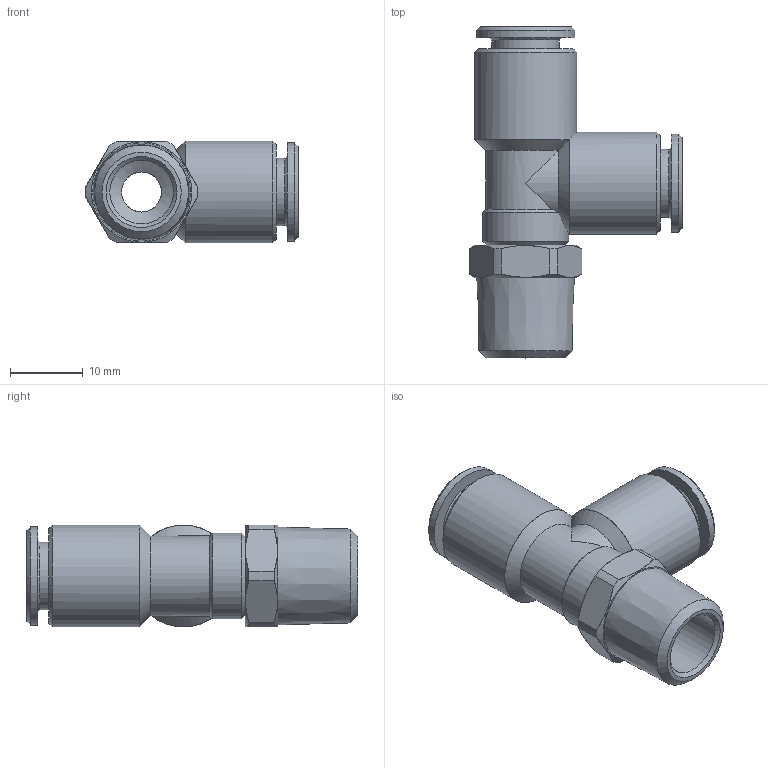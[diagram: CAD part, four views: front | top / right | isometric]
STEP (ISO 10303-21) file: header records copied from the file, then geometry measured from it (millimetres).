
FILE_DESCRIPTION(/* description */ ('STEP AP214'),/* implementation_level */ '2;1');
FILE_NAME(/* name */ 'B0130042',/* time_stamp */ '2023-03-31T08:50:59+02:00',/* author */ ('License CC BY-ND 4.0'),/* organization */ ('CADENAS'),/* preprocessor_version */ 'ST-DEVELOPER v19.3',/* originating_system */ 'PARTsolutions',/* authorisation */ ' ');
FILE_SCHEMA (('AUTOMOTIVE_DESIGN {1 0 10303 214 3 1 1}'));
Length unit declared in the file: metre
Products named in the file (396): B0130042; B0130042_PART395; B0130042_PART394; B0130042_PART393; B0130042_PART392; B0130042_PART391; B0130042_PART390; B0130042_PART389; B0130042_PART388; B0130042_PART387; B0130042_PART386; B0130042_PART385; B0130042_PART384; B0130042_PART383; B0130042_PART382; B0130042_PART381; B0130042_PART380; B0130042_PART379; B0130042_PART378; B0130042_PART377; B0130042_PART376; B0130042_PART375; B0130042_PART374; B0130042_PART373; B0130042_PART372; B0130042_PART371; B0130042_PART370; B0130042_PART369; B0130042_PART368; B0130042_PART367; B0130042_PART366; B0130042_PART365; B0130042_PART364; B0130042_PART363; B0130042_PART362; B0130042_PART361; B0130042_PART360; B0130042_PART359; B0130042_PART358; B0130042_PART357 ...
Assembly tree (395 placements, depth 2):
  B0130042
    B0130042_PART395
    B0130042_PART394
    B0130042_PART393
    B0130042_PART392
    B0130042_PART391
    B0130042_PART390
    B0130042_PART389
    B0130042_PART388
    B0130042_PART387
    B0130042_PART386
    B0130042_PART385
    B0130042_PART384
    B0130042_PART383
    B0130042_PART382
    B0130042_PART381
    B0130042_PART380
    B0130042_PART379
    B0130042_PART378
    B0130042_PART377
    B0130042_PART376
    B0130042_PART375
    B0130042_PART374
    B0130042_PART373
    B0130042_PART372
    B0130042_PART371
    B0130042_PART370
    B0130042_PART369
    B0130042_PART368
    B0130042_PART367
    B0130042_PART366
    B0130042_PART365
    B0130042_PART364
    B0130042_PART363
    B0130042_PART362
    B0130042_PART361
    B0130042_PART360
    B0130042_PART359
    B0130042_PART358
    B0130042_PART357
    B0130042_PART356
    B0130042_PART355
    B0130042_PART354
    B0130042_PART353
    B0130042_PART352
    B0130042_PART351
    B0130042_PART350
    B0130042_PART349
    B0130042_PART348
    B0130042_PART347
    B0130042_PART346
    B0130042_PART345
    B0130042_PART344
    B0130042_PART343
    B0130042_PART342
    B0130042_PART341
    B0130042_PART340
    B0130042_PART339
    B0130042_PART338
    B0130042_PART337
Bounding box: 29.35 x 45.6 x 14.01 mm (x, y, z)
Surface area: 4711.9 mm2 (no closed solid volume)
Topology: 0 solids, 395 shells, 395 faces, 2001 edges, 1972 vertices
Faces by surface type: plane 211, bspline 136, cylinder 30, cone 18
Full cylindrical faces by diameter (mm): 5.5 x2, 6.5 x1, 8.15 x2, 8.75 x1, 9.3 x2, 11.8 x1, 13.5 x2, 14 x2
Entity records: 44529 total; most frequent: CARTESIAN_POINT 19872, DIRECTION 2786, ORIENTED_EDGE 1964, EDGE_CURVE 1964, VERTEX_POINT 1964, LINE 1204, VECTOR 1204, AXIS2_PLACEMENT_3D 791
